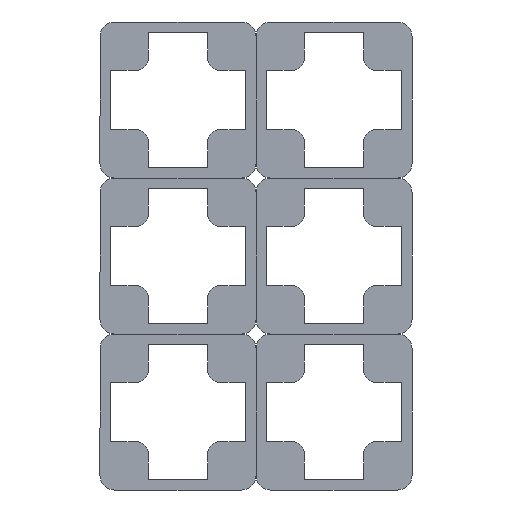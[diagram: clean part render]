
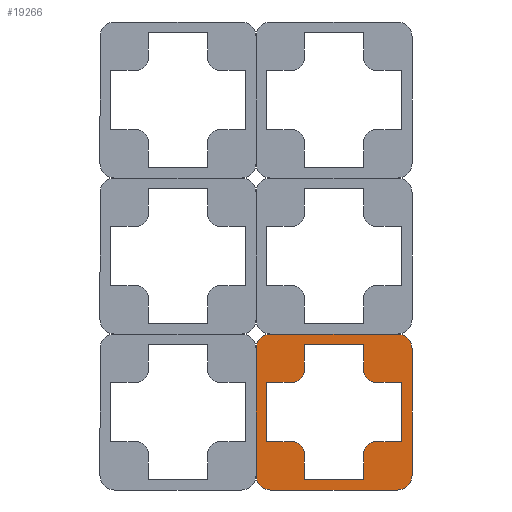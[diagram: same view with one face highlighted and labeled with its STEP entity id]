
A CAD part, front view. The second image highlights one B-rep face of the part: STEP entity #19266.
In plain terms, the highlighted planar face has unit normal (0, -1, 0).
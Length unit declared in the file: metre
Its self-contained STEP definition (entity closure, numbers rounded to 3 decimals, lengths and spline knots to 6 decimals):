
#2116 = CARTESIAN_POINT('NONE', (0.04485, -0.0048, -0.097));
#2117 = VERTEX_POINT('NONE', #2116);
#2118 = CARTESIAN_POINT('NONE', (0.04485, -0.0048, -0.113));
#2119 = VERTEX_POINT('NONE', #2118);
#2124 = CARTESIAN_POINT('NONE', (0.05175, -0.0048, -0.113));
#2125 = VERTEX_POINT('NONE', #2124);
#2128 = CARTESIAN_POINT('NONE', (0.055, -0.0048, -0.11625));
#2129 = VERTEX_POINT('NONE', #2128);
#2132 = CARTESIAN_POINT('NONE', (0.055, -0.0048, -0.12315));
#2133 = VERTEX_POINT('NONE', #2132);
#2136 = CARTESIAN_POINT('NONE', (0.071, -0.0048, -0.12315));
#2137 = VERTEX_POINT('NONE', #2136);
#2140 = CARTESIAN_POINT('NONE', (0.071, -0.0048, -0.11625));
#2141 = VERTEX_POINT('NONE', #2140);
#2144 = CARTESIAN_POINT('NONE', (0.07425, -0.0048, -0.113));
#2145 = VERTEX_POINT('NONE', #2144);
#2148 = CARTESIAN_POINT('NONE', (0.08115, -0.0048, -0.113));
#2149 = VERTEX_POINT('NONE', #2148);
#2152 = CARTESIAN_POINT('NONE', (0.08115, -0.0048, -0.097));
#2153 = VERTEX_POINT('NONE', #2152);
#2156 = CARTESIAN_POINT('NONE', (0.07425, -0.0048, -0.097));
#2157 = VERTEX_POINT('NONE', #2156);
#2160 = CARTESIAN_POINT('NONE', (0.071, -0.0048, -0.09375));
#2161 = VERTEX_POINT('NONE', #2160);
#2164 = CARTESIAN_POINT('NONE', (0.071, -0.0048, -0.08685));
#2165 = VERTEX_POINT('NONE', #2164);
#2168 = CARTESIAN_POINT('NONE', (0.055, -0.0048, -0.08685));
#2169 = VERTEX_POINT('NONE', #2168);
#2172 = CARTESIAN_POINT('NONE', (0.055, -0.0048, -0.09375));
#2173 = VERTEX_POINT('NONE', #2172);
#2176 = CARTESIAN_POINT('NONE', (0.05175, -0.0048, -0.097));
#2177 = VERTEX_POINT('NONE', #2176);
#2180 = CARTESIAN_POINT('NONE', (0.08, -0.0048, -0.084));
#2181 = VERTEX_POINT('NONE', #2180);
#2186 = CARTESIAN_POINT('NONE', (0.084, -0.0048, -0.088));
#2187 = VERTEX_POINT('NONE', #2186);
#2188 = CARTESIAN_POINT('NONE', (0.046, -0.0048, -0.084));
#2189 = VERTEX_POINT('NONE', #2188);
#2194 = CARTESIAN_POINT('NONE', (0.042, -0.0048, -0.088));
#2195 = VERTEX_POINT('NONE', #2194);
#2196 = CARTESIAN_POINT('NONE', (0.046, -0.0048, -0.126));
#2197 = VERTEX_POINT('NONE', #2196);
#2202 = CARTESIAN_POINT('NONE', (0.042, -0.0048, -0.122));
#2203 = VERTEX_POINT('NONE', #2202);
#2204 = CARTESIAN_POINT('NONE', (0.084, -0.0048, -0.122));
#2205 = VERTEX_POINT('NONE', #2204);
#2210 = CARTESIAN_POINT('NONE', (0.08, -0.0048, -0.126));
#2211 = VERTEX_POINT('NONE', #2210);
#8892 = DIRECTION('NONE', (0, 0, -1));
#8893 = VECTOR('NONE', #8892, 1);
#8894 = CARTESIAN_POINT('NONE', (0.04485, -0.0048, -0.097));
#8895 = LINE('NONE', #8894, #8893);
#8908 = DIRECTION('NONE', (1, 0, 0));
#8909 = VECTOR('NONE', #8908, 1);
#8910 = CARTESIAN_POINT('NONE', (0.04485, -0.0048, -0.113));
#8911 = LINE('NONE', #8910, #8909);
#8920 = DIRECTION('NONE', (0., 0, 1));
#8921 = DIRECTION('NONE', (-0, 1, 0));
#8922 = CARTESIAN_POINT('NONE', (0.05175, -0.0048, -0.11625));
#8923 = AXIS2_PLACEMENT_3D('NONE', #8922, #8921, #8920);
#8924 = CIRCLE('NONE', #8923, 0.00325);
#8934 = DIRECTION('NONE', (0, 0, -1));
#8935 = VECTOR('NONE', #8934, 1);
#8936 = CARTESIAN_POINT('NONE', (0.055, -0.0048, -0.11625));
#8937 = LINE('NONE', #8936, #8935);
#8946 = DIRECTION('NONE', (1, 0, 0));
#8947 = VECTOR('NONE', #8946, 1);
#8948 = CARTESIAN_POINT('NONE', (0.055, -0.0048, -0.12315));
#8949 = LINE('NONE', #8948, #8947);
#8958 = DIRECTION('NONE', (0, 0, 1));
#8959 = VECTOR('NONE', #8958, 1);
#8960 = CARTESIAN_POINT('NONE', (0.071, -0.0048, -0.12315));
#8961 = LINE('NONE', #8960, #8959);
#8970 = DIRECTION('NONE', (-1, 0, 0.));
#8971 = DIRECTION('NONE', (0, 1, -0));
#8972 = CARTESIAN_POINT('NONE', (0.07425, -0.0048, -0.11625));
#8973 = AXIS2_PLACEMENT_3D('NONE', #8972, #8971, #8970);
#8974 = CIRCLE('NONE', #8973, 0.00325);
#8984 = DIRECTION('NONE', (1, 0, 0));
#8985 = VECTOR('NONE', #8984, 1);
#8986 = CARTESIAN_POINT('NONE', (0.07425, -0.0048, -0.113));
#8987 = LINE('NONE', #8986, #8985);
#8996 = DIRECTION('NONE', (0, 0, 1));
#8997 = VECTOR('NONE', #8996, 1);
#8998 = CARTESIAN_POINT('NONE', (0.08115, -0.0048, -0.113));
#8999 = LINE('NONE', #8998, #8997);
#9008 = DIRECTION('NONE', (-1, 0, 0));
#9009 = VECTOR('NONE', #9008, 1);
#9010 = CARTESIAN_POINT('NONE', (0.08115, -0.0048, -0.097));
#9011 = LINE('NONE', #9010, #9009);
#9020 = DIRECTION('NONE', (0, 0, -1));
#9021 = DIRECTION('NONE', (0, 1, 0));
#9022 = CARTESIAN_POINT('NONE', (0.07425, -0.0048, -0.09375));
#9023 = AXIS2_PLACEMENT_3D('NONE', #9022, #9021, #9020);
#9024 = CIRCLE('NONE', #9023, 0.00325);
#9034 = DIRECTION('NONE', (0, 0, 1));
#9035 = VECTOR('NONE', #9034, 1);
#9036 = CARTESIAN_POINT('NONE', (0.071, -0.0048, -0.09375));
#9037 = LINE('NONE', #9036, #9035);
#9046 = DIRECTION('NONE', (-1, 0, 0));
#9047 = VECTOR('NONE', #9046, 1);
#9048 = CARTESIAN_POINT('NONE', (0.071, -0.0048, -0.08685));
#9049 = LINE('NONE', #9048, #9047);
#9058 = DIRECTION('NONE', (0, 0, -1));
#9059 = VECTOR('NONE', #9058, 1);
#9060 = CARTESIAN_POINT('NONE', (0.055, -0.0048, -0.08685));
#9061 = LINE('NONE', #9060, #9059);
#9070 = DIRECTION('NONE', (1, 0., 0.));
#9071 = DIRECTION('NONE', (0., 1, 0.));
#9072 = CARTESIAN_POINT('NONE', (0.05175, -0.0048, -0.09375));
#9073 = AXIS2_PLACEMENT_3D('NONE', #9072, #9071, #9070);
#9074 = CIRCLE('NONE', #9073, 0.00325);
#9084 = DIRECTION('NONE', (-1, 0, 0));
#9085 = VECTOR('NONE', #9084, 1);
#9086 = CARTESIAN_POINT('NONE', (0.05175, -0.0048, -0.097));
#9087 = LINE('NONE', #9086, #9085);
#9105 = DIRECTION('NONE', (1, 0, 0.));
#9106 = DIRECTION('NONE', (0, -1, 0));
#9107 = CARTESIAN_POINT('NONE', (0.08, -0.0048, -0.088));
#9108 = AXIS2_PLACEMENT_3D('NONE', #9107, #9106, #9105);
#9109 = CIRCLE('NONE', #9108, 0.004);
#9123 = DIRECTION('NONE', (-1, 0, -0));
#9124 = DIRECTION('NONE', (0, 1, -0));
#9125 = CARTESIAN_POINT('NONE', (0.046, -0.0048, -0.088));
#9126 = AXIS2_PLACEMENT_3D('NONE', #9125, #9124, #9123);
#9127 = CIRCLE('NONE', #9126, 0.004);
#9128 = DIRECTION('NONE', (1, 0, 0));
#9129 = VECTOR('NONE', #9128, 1);
#9130 = CARTESIAN_POINT('NONE', (0.046, -0.0048, -0.084));
#9131 = LINE('NONE', #9130, #9129);
#9149 = DIRECTION('NONE', (-1, 0, -0));
#9150 = DIRECTION('NONE', (0, -1, -0));
#9151 = CARTESIAN_POINT('NONE', (0.046, -0.0048, -0.122));
#9152 = AXIS2_PLACEMENT_3D('NONE', #9151, #9150, #9149);
#9153 = CIRCLE('NONE', #9152, 0.004);
#9154 = DIRECTION('NONE', (0, 0, 1));
#9155 = VECTOR('NONE', #9154, 1);
#9156 = CARTESIAN_POINT('NONE', (0.042, -0.0048, -0.122));
#9157 = LINE('NONE', #9156, #9155);
#9175 = DIRECTION('NONE', (0, 0, -1));
#9176 = DIRECTION('NONE', (0, -1, 0));
#9177 = CARTESIAN_POINT('NONE', (0.08, -0.0048, -0.122));
#9178 = AXIS2_PLACEMENT_3D('NONE', #9177, #9176, #9175);
#9179 = CIRCLE('NONE', #9178, 0.004);
#9180 = DIRECTION('NONE', (0, 0, -1));
#9181 = VECTOR('NONE', #9180, 1);
#9182 = CARTESIAN_POINT('NONE', (0.084, -0.0048, -0.088));
#9183 = LINE('NONE', #9182, #9181);
#9188 = DIRECTION('NONE', (-1, 0, 0));
#9189 = VECTOR('NONE', #9188, 1);
#9190 = CARTESIAN_POINT('NONE', (0.08, -0.0048, -0.126));
#9191 = LINE('NONE', #9190, #9189);
#10780 = EDGE_CURVE('NONE', #2117, #2119, #8895, .T.);
#10784 = EDGE_CURVE('NONE', #2119, #2125, #8911, .T.);
#10787 = EDGE_CURVE('NONE', #2125, #2129, #8924, .T.);
#10790 = EDGE_CURVE('NONE', #2129, #2133, #8937, .T.);
#10793 = EDGE_CURVE('NONE', #2133, #2137, #8949, .T.);
#10796 = EDGE_CURVE('NONE', #2137, #2141, #8961, .T.);
#10799 = EDGE_CURVE('NONE', #2141, #2145, #8974, .T.);
#10802 = EDGE_CURVE('NONE', #2145, #2149, #8987, .T.);
#10805 = EDGE_CURVE('NONE', #2149, #2153, #8999, .T.);
#10808 = EDGE_CURVE('NONE', #2153, #2157, #9011, .T.);
#10811 = EDGE_CURVE('NONE', #2157, #2161, #9024, .T.);
#10814 = EDGE_CURVE('NONE', #2161, #2165, #9037, .T.);
#10817 = EDGE_CURVE('NONE', #2165, #2169, #9049, .T.);
#10820 = EDGE_CURVE('NONE', #2169, #2173, #9061, .T.);
#10823 = EDGE_CURVE('NONE', #2173, #2177, #9074, .T.);
#10826 = EDGE_CURVE('NONE', #2177, #2117, #9087, .T.);
#10831 = EDGE_CURVE('NONE', #2187, #2181, #9109, .T.);
#10835 = EDGE_CURVE('NONE', #2195, #2189, #9127, .T.);
#10836 = EDGE_CURVE('NONE', #2189, #2181, #9131, .T.);
#10841 = EDGE_CURVE('NONE', #2203, #2197, #9153, .T.);
#10842 = EDGE_CURVE('NONE', #2203, #2195, #9157, .T.);
#10847 = EDGE_CURVE('NONE', #2211, #2205, #9179, .T.);
#10848 = EDGE_CURVE('NONE', #2187, #2205, #9183, .T.);
#10850 = EDGE_CURVE('NONE', #2211, #2197, #9191, .T.);
#13824 = CARTESIAN_POINT('NONE', (0.042, -0.0048, -0.084));
#13825 = DIRECTION('NONE', (0, 1, 0));
#13826 = AXIS2_PLACEMENT_3D('NONE', #13824, #13825, $);
#13827 = PLANE('NONE', #13826);
#19238 = ORIENTED_EDGE('NONE', *, *, #10842, .F.);
#19239 = ORIENTED_EDGE('NONE', *, *, #10841, .T.);
#19240 = ORIENTED_EDGE('NONE', *, *, #10850, .F.);
#19241 = ORIENTED_EDGE('NONE', *, *, #10847, .T.);
#19242 = ORIENTED_EDGE('NONE', *, *, #10848, .F.);
#19243 = ORIENTED_EDGE('NONE', *, *, #10831, .T.);
#19244 = ORIENTED_EDGE('NONE', *, *, #10836, .F.);
#19245 = ORIENTED_EDGE('NONE', *, *, #10835, .F.);
#19246 = ORIENTED_EDGE('NONE', *, *, #10826, .F.);
#19247 = ORIENTED_EDGE('NONE', *, *, #10823, .F.);
#19248 = ORIENTED_EDGE('NONE', *, *, #10820, .F.);
#19249 = ORIENTED_EDGE('NONE', *, *, #10817, .F.);
#19250 = ORIENTED_EDGE('NONE', *, *, #10814, .F.);
#19251 = ORIENTED_EDGE('NONE', *, *, #10811, .F.);
#19252 = ORIENTED_EDGE('NONE', *, *, #10808, .F.);
#19253 = ORIENTED_EDGE('NONE', *, *, #10805, .F.);
#19254 = ORIENTED_EDGE('NONE', *, *, #10802, .F.);
#19255 = ORIENTED_EDGE('NONE', *, *, #10799, .F.);
#19256 = ORIENTED_EDGE('NONE', *, *, #10796, .F.);
#19257 = ORIENTED_EDGE('NONE', *, *, #10793, .F.);
#19258 = ORIENTED_EDGE('NONE', *, *, #10790, .F.);
#19259 = ORIENTED_EDGE('NONE', *, *, #10787, .F.);
#19260 = ORIENTED_EDGE('NONE', *, *, #10784, .F.);
#19261 = ORIENTED_EDGE('NONE', *, *, #10780, .F.);
#19262 = EDGE_LOOP('NONE', (#19238, #19239, #19240, #19241, #19242, #19243, #19244, #19245));
#19263 = FACE_BOUND('NONE', #19262, .T.);
#19264 = EDGE_LOOP('NONE', (#19246, #19247, #19248, #19249, #19250, #19251, #19252, #19253, #19254, #19255, #19256, #19257, #19258, #19259, #19260, #19261));
#19265 = FACE_BOUND('NONE', #19264, .T.);
#19266 = ADVANCED_FACE('NONE', (#19263, #19265), #13827, .F.);
